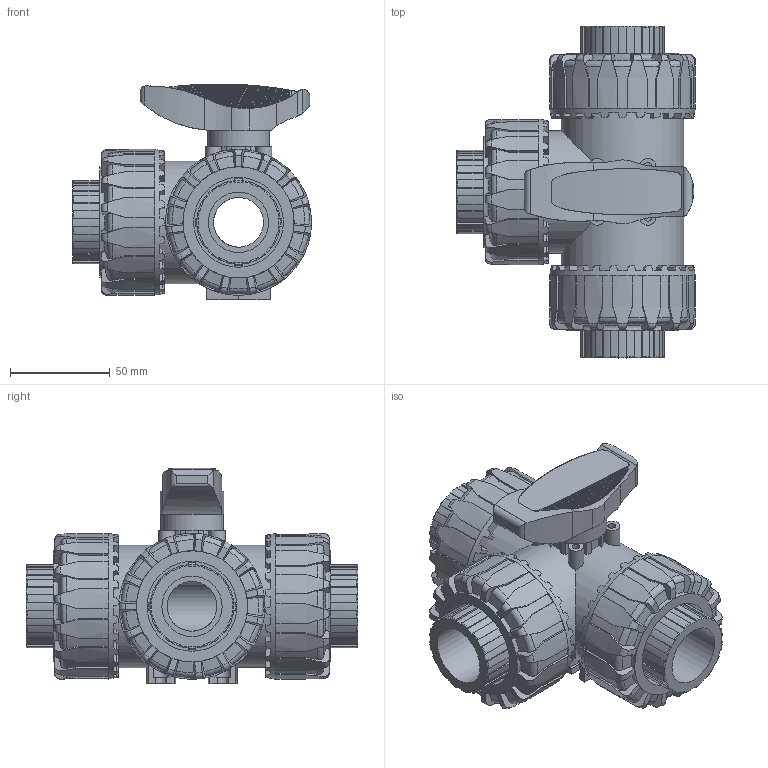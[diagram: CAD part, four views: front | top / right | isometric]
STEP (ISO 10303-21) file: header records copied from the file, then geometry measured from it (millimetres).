
FILE_DESCRIPTION(/* description */ (''),/* implementation_level */ '2;1');
FILE_NAME(/* name */ 'TKDFV100E.iam.stp',/* time_stamp */ '2013-10-01T10:27:48+02:00',/* author */ ('bfaro'),/* organization */ (''),/* preprocessor_version */ 'ST-DEVELOPER v15.2',/* originating_system */ 'Autodesk Inventor 2014',/* authorisation */ '');
FILE_SCHEMA (('AUTOMOTIVE_DESIGN { 1 0 10303 214 3 1 1 }'));
Length unit declared in the file: millimetre
Products named in the file (5): corpo valvola TKD 32; NTVKD032V; ENDFV100; 1MNC032; TKDFV100E
Bounding box: 119.9 x 166.6 x 108.43 mm (x, y, z)
Volume: 652659 mm3; surface area: 141793.5 mm2
Topology: 8 solids, 8 shells, 1645 faces, 4756 edges, 3141 vertices
Faces by surface type: plane 1136, cylinder 311, torus 138, cone 48, bspline 12
Full cylindrical faces by diameter (mm): 4 x4, 25 x5, 30.3 x3, 31.225 x1, 42 x3, 45.1 x3, 50.7 x3, 51.3 x3, 55.8 x3, 61.5 x2
Entity records: 29486 total; most frequent: CARTESIAN_POINT 6372, DIRECTION 5127, ORIENTED_EDGE 4872, EDGE_CURVE 2436, AXIS2_PLACEMENT_3D 2036, VERTEX_POINT 1626, LINE 1055, VECTOR 1055
